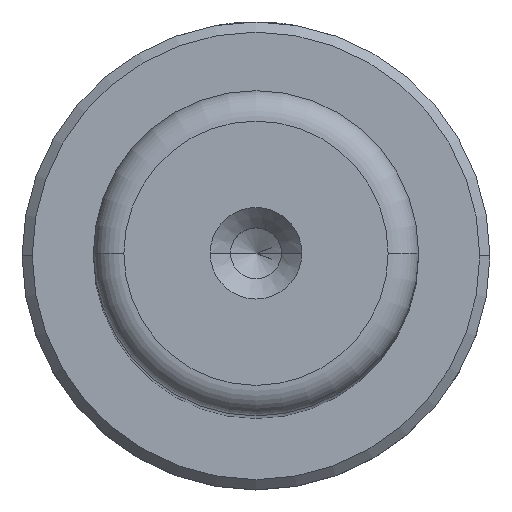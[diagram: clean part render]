
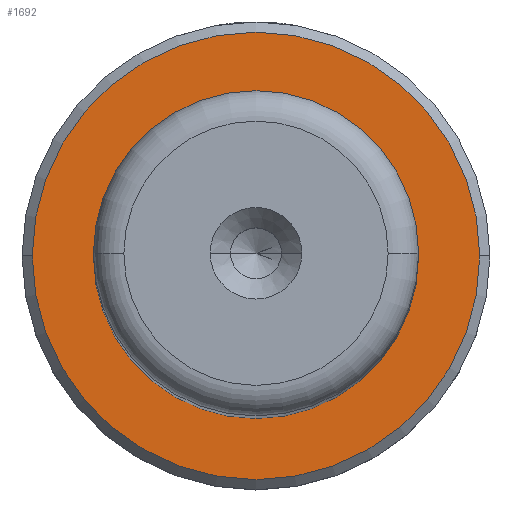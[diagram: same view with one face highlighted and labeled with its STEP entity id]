
A CAD part, top view. The second image highlights one B-rep face of the part: STEP entity #1692.
In plain terms, the highlighted planar face has unit normal (0, 0, 1).
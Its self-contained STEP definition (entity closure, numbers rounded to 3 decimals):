
#125 = EDGE_LOOP ( 'NONE', ( #265, #580 ) ) ;
#127 = EDGE_CURVE ( 'NONE', #879, #1691, #1528, .T. ) ;
#245 = CIRCLE ( 'NONE', #1122, 11. ) ;
#265 = ORIENTED_EDGE ( 'NONE', *, *, #589, .T. ) ;
#282 = PLANE ( 'NONE',  #716 ) ;
#295 = FACE_BOUND ( 'NONE', #125, .T. ) ;
#367 = CARTESIAN_POINT ( 'NONE',  ( 0., 0., 15. ) ) ;
#372 = CIRCLE ( 'NONE', #1018, 7.495 ) ;
#379 = DIRECTION ( 'NONE',  ( -1., 0., 0. ) ) ;
#393 = CARTESIAN_POINT ( 'NONE',  ( 11., 0., 15. ) ) ;
#409 = EDGE_CURVE ( 'NONE', #1321, #641, #372, .T. ) ;
#458 = DIRECTION ( 'NONE',  ( 1., 0., 0. ) ) ;
#470 = CARTESIAN_POINT ( 'NONE',  ( 0., 0., 15. ) ) ;
#535 = DIRECTION ( 'NONE',  ( -1., 0., 0. ) ) ;
#569 = DIRECTION ( 'NONE',  ( 0., 0., 1. ) ) ;
#580 = ORIENTED_EDGE ( 'NONE', *, *, #409, .T. ) ;
#589 = EDGE_CURVE ( 'NONE', #641, #1321, #1677, .T. ) ;
#628 = DIRECTION ( 'NONE',  ( 1., 0., 0. ) ) ;
#641 = VERTEX_POINT ( 'NONE', #1182 ) ;
#716 = AXIS2_PLACEMENT_3D ( 'NONE', #1874, #1409, #458 ) ;
#879 = VERTEX_POINT ( 'NONE', #393 ) ;
#1008 = ORIENTED_EDGE ( 'NONE', *, *, #1715, .T. ) ;
#1018 = AXIS2_PLACEMENT_3D ( 'NONE', #367, #1480, #535 ) ;
#1122 = AXIS2_PLACEMENT_3D ( 'NONE', #470, #1579, #628 ) ;
#1182 = CARTESIAN_POINT ( 'NONE',  ( -7.495, 0., 15. ) ) ;
#1200 = CARTESIAN_POINT ( 'NONE',  ( 0., 0., 15. ) ) ;
#1321 = VERTEX_POINT ( 'NONE', #1653 ) ;
#1333 = DIRECTION ( 'NONE',  ( 0., 0., -1. ) ) ;
#1385 = AXIS2_PLACEMENT_3D ( 'NONE', #1514, #569, #1671 ) ;
#1409 = DIRECTION ( 'NONE',  ( 0., 0., 1. ) ) ;
#1434 = ORIENTED_EDGE ( 'NONE', *, *, #127, .T. ) ;
#1480 = DIRECTION ( 'NONE',  ( 0., 0., -1. ) ) ;
#1514 = CARTESIAN_POINT ( 'NONE',  ( 0., 0., 15. ) ) ;
#1528 = CIRCLE ( 'NONE', #1385, 11. ) ;
#1579 = DIRECTION ( 'NONE',  ( 0., 0., 1. ) ) ;
#1653 = CARTESIAN_POINT ( 'NONE',  ( 7.495, 0., 15. ) ) ;
#1671 = DIRECTION ( 'NONE',  ( 1., 0., 0. ) ) ;
#1677 = CIRCLE ( 'NONE', #1986, 7.495 ) ;
#1691 = VERTEX_POINT ( 'NONE', #2042 ) ;
#1692 = ADVANCED_FACE ( 'NONE', ( #2044, #295 ), #282, .T. ) ;
#1715 = EDGE_CURVE ( 'NONE', #1691, #879, #245, .T. ) ;
#1874 = CARTESIAN_POINT ( 'NONE',  ( 0., 0., 15. ) ) ;
#1986 = AXIS2_PLACEMENT_3D ( 'NONE', #1200, #1333, #379 ) ;
#2042 = CARTESIAN_POINT ( 'NONE',  ( -11., 0., 15. ) ) ;
#2044 = FACE_OUTER_BOUND ( 'NONE', #2062, .T. ) ;
#2062 = EDGE_LOOP ( 'NONE', ( #1008, #1434 ) ) ;
